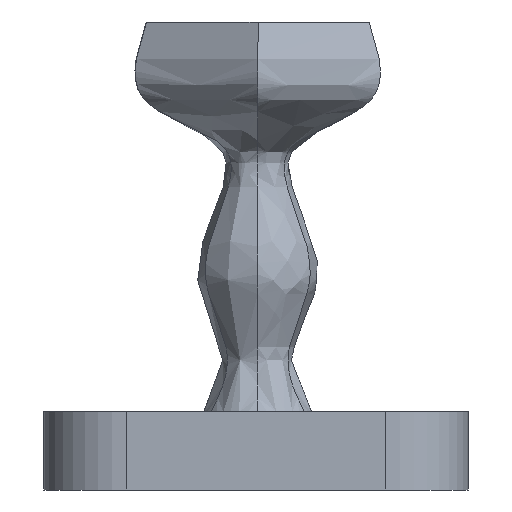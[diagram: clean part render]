
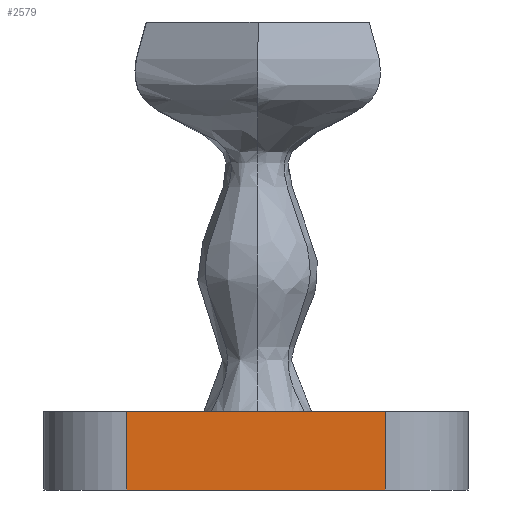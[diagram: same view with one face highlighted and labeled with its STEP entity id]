
A CAD part, left-side view. The second image highlights one B-rep face of the part: STEP entity #2579.
In plain terms, the highlighted planar face has unit normal (-1, 0, 0).
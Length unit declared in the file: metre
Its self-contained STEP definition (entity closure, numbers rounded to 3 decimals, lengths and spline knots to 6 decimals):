
#2579 = ADVANCED_FACE( '', ( #5602 ), #5603, .F. );
#5602 = FACE_OUTER_BOUND( '', #9516, .T. );
#5603 = PLANE( '', #9517 );
#9516 = EDGE_LOOP( '', ( #18845, #18846, #18847, #18848 ) );
#9517 = AXIS2_PLACEMENT_3D( '', #18849, #18850, #18851 );
#18845 = ORIENTED_EDGE( '', *, *, #25962, .F. );
#18846 = ORIENTED_EDGE( '', *, *, #26047, .T. );
#18847 = ORIENTED_EDGE( '', *, *, #23880, .T. );
#18848 = ORIENTED_EDGE( '', *, *, #26048, .T. );
#18849 = CARTESIAN_POINT( '', ( -0.02815, -0.0009, 0. ) );
#18850 = DIRECTION( '', ( 1., 0., 0. ) );
#18851 = DIRECTION( '', ( 0., 1., 0. ) );
#23880 = EDGE_CURVE( '', #29298, #29299, #29300, .T. );
#25962 = EDGE_CURVE( '', #32376, #32378, #32379, .T. );
#26047 = EDGE_CURVE( '', #32376, #29298, #32473, .T. );
#26048 = EDGE_CURVE( '', #29299, #32378, #32474, .F. );
#29298 = VERTEX_POINT( '', #37249 );
#29299 = VERTEX_POINT( '', #37250 );
#29300 = LINE( '', #37251, #37252 );
#32376 = VERTEX_POINT( '', #42500 );
#32378 = VERTEX_POINT( '', #42502 );
#32379 = LINE( '', #42503, #42504 );
#32473 = LINE( '', #42645, #42646 );
#32474 = LINE( '', #42647, #42648 );
#37249 = CARTESIAN_POINT( '', ( -0.02815, -0.00865, 0.0047 ) );
#37250 = CARTESIAN_POINT( '', ( -0.02815, 0.00685, 0.0047 ) );
#37251 = CARTESIAN_POINT( '', ( -0.02815, -0.0009, 0.0047 ) );
#37252 = VECTOR( '', #44565, 1. );
#42500 = CARTESIAN_POINT( '', ( -0.02815, -0.00865, 0. ) );
#42502 = CARTESIAN_POINT( '', ( -0.02815, 0.00685, 0. ) );
#42503 = CARTESIAN_POINT( '', ( -0.02815, -0.0009, 0. ) );
#42504 = VECTOR( '', #45867, 1. );
#42645 = CARTESIAN_POINT( '', ( -0.02815, -0.00865, 0.0047 ) );
#42646 = VECTOR( '', #45910, 1. );
#42647 = CARTESIAN_POINT( '', ( -0.02815, 0.00685, 0. ) );
#42648 = VECTOR( '', #45911, 1. );
#44565 = DIRECTION( '', ( 0., 1., 0. ) );
#45867 = DIRECTION( '', ( 0., 1., 0. ) );
#45910 = DIRECTION( '', ( 0., 0., 1. ) );
#45911 = DIRECTION( '', ( 0., 0., 1. ) );
